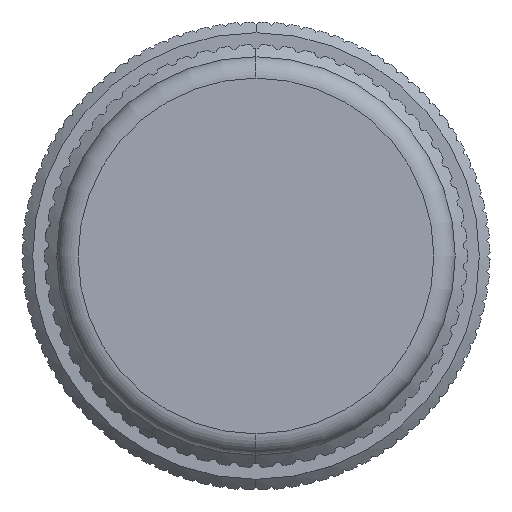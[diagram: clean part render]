
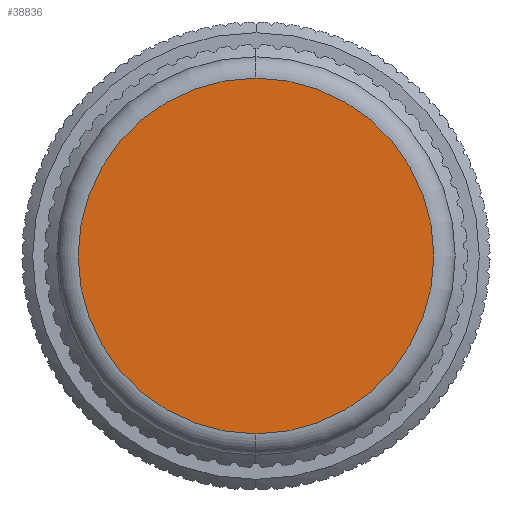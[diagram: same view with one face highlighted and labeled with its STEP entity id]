
A CAD part, left-side view. The second image highlights one B-rep face of the part: STEP entity #38836.
In plain terms, the highlighted planar face has unit normal (-1, 0, 0).
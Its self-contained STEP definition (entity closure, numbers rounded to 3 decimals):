
#1395 = AXIS2_PLACEMENT_3D ( 'NONE', #23180, #26592, #19091 ) ;
#5876 = CARTESIAN_POINT ( 'NONE',  ( -31.07, 0., 13.3 ) ) ;
#6444 = VERTEX_POINT ( 'NONE', #36925 ) ;
#7986 = CARTESIAN_POINT ( 'NONE',  ( -31.07, 0., 0. ) ) ;
#9711 = FACE_OUTER_BOUND ( 'NONE', #39105, .T. ) ;
#10372 = PLANE ( 'NONE',  #15320 ) ;
#15148 = DIRECTION ( 'NONE',  ( -1., 0., 0. ) ) ;
#15320 = AXIS2_PLACEMENT_3D ( 'NONE', #21214, #44020, #25276 ) ;
#19091 = DIRECTION ( 'NONE',  ( 0., 0., -1. ) ) ;
#19702 = ORIENTED_EDGE ( 'NONE', *, *, #45009, .T. ) ;
#21214 = CARTESIAN_POINT ( 'NONE',  ( -31.07, 0., 0. ) ) ;
#22733 = AXIS2_PLACEMENT_3D ( 'NONE', #7986, #15148, #22897 ) ;
#22897 = DIRECTION ( 'NONE',  ( 0., 0., -1. ) ) ;
#23180 = CARTESIAN_POINT ( 'NONE',  ( -31.07, 0., 0. ) ) ;
#25276 = DIRECTION ( 'NONE',  ( 0., 0., -1. ) ) ;
#26592 = DIRECTION ( 'NONE',  ( -1., 0., 0. ) ) ;
#28888 = ORIENTED_EDGE ( 'NONE', *, *, #32310, .T. ) ;
#29436 = VERTEX_POINT ( 'NONE', #5876 ) ;
#30515 = CIRCLE ( 'NONE', #1395, 13.3 ) ;
#32310 = EDGE_CURVE ( 'NONE', #6444, #29436, #38525, .T. ) ;
#36925 = CARTESIAN_POINT ( 'NONE',  ( -31.07, 0., -13.3 ) ) ;
#38525 = CIRCLE ( 'NONE', #22733, 13.3 ) ;
#38836 = ADVANCED_FACE ( 'NONE', ( #9711 ), #10372, .F. ) ;
#39105 = EDGE_LOOP ( 'NONE', ( #28888, #19702 ) ) ;
#44020 = DIRECTION ( 'NONE',  ( 1., 0., 0. ) ) ;
#45009 = EDGE_CURVE ( 'NONE', #29436, #6444, #30515, .T. ) ;
